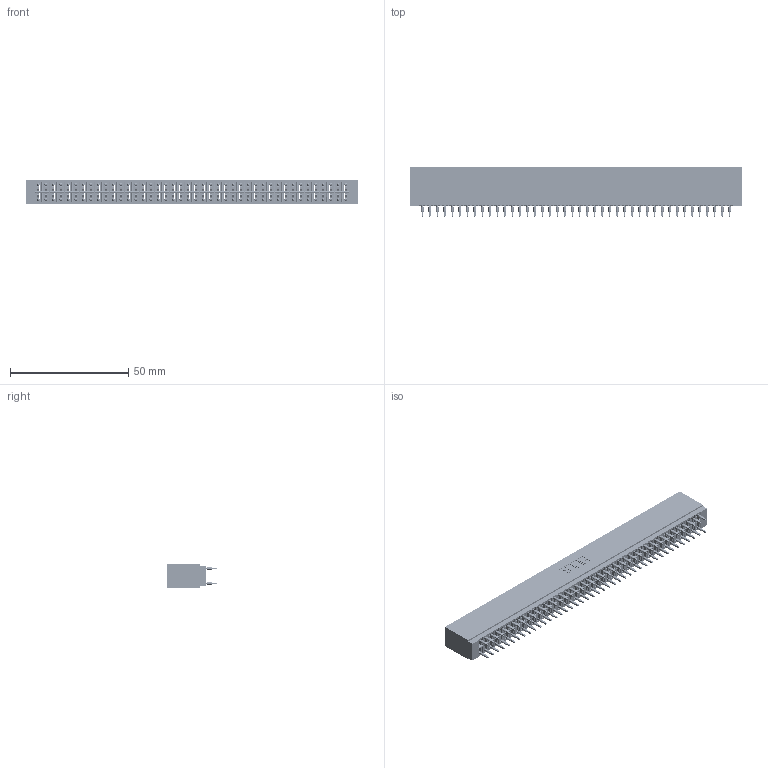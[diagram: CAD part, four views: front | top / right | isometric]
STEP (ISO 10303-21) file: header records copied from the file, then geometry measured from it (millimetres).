
FILE_DESCRIPTION (( 'STEP AP203' ), '1' );
FILE_NAME ('746-084-560-201.STEP', '2026-03-04T17:45:46', ( '' ), ( '' ), 'SwSTEP 2.0', 'SolidWorks 2023', '' );
FILE_SCHEMA (( 'CONFIG_CONTROL_DESIGN' ));
Length unit declared in the file: millimetre
Products named in the file (3): 746-292-001_560; 746 Part_.515 Slot Depth - 01; 746-084-560-201
Assembly tree (85 placements, depth 2):
  746-084-560-201
    746 Part_.515 Slot Depth - 01
    746-292-001_560  x84
Bounding box: 140.59 x 20.82 x 9.91 mm (x, y, z)
Volume: 15360.6 mm3; surface area: 26035.1 mm2
Topology: 85 solids, 85 shells, 8035 faces, 22355 edges, 14329 vertices
Faces by surface type: plane 4003, cylinder 1848, bspline 1680, torus 504
Entity records: 65000 total; most frequent: CARTESIAN_POINT 12919, ORIENTED_EDGE 11178, DIRECTION 9339, EDGE_CURVE 5589, LINE 4977, VECTOR 4977, VERTEX_POINT 3705, AXIS2_PLACEMENT_3D 2181
